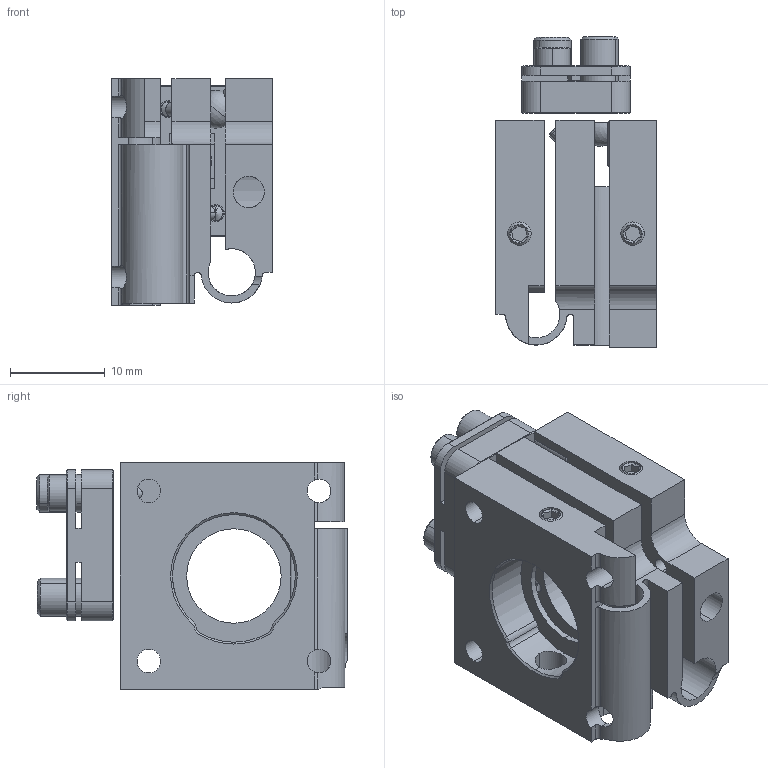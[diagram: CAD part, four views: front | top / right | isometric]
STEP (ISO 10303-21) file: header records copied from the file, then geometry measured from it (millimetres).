
FILE_DESCRIPTION (( 'STEP AP203' ), '1' );
FILE_NAME ('1.1.6.20_ZJR-BS0.5_上方调节挠性光学调整架，不锈钢，用于φ0.5英寸光学元件，A.STEP', '2023-09-11T08:25:52', ( '' ), ( '' ), 'SwSTEP 2.0', 'SolidWorks 2021', '' );
FILE_SCHEMA (( 'CONFIG_CONTROL_DESIGN' ));
Length unit declared in the file: millimetre
Products named in the file (1): 1.1.6.20_ZJR-BS0.5_上方调节挠性光学调整架，不锈钢，用于φ0.5英寸光学元件，A
Bounding box: 17 x 32.87 x 24 mm (x, y, z)
Surface area: 6041.8 mm2 (no closed solid volume)
Topology: 0 solids, 18 shells, 307 faces, 971 edges, 644 vertices
Faces by surface type: plane 131, cylinder 108, cone 64, torus 2, sphere 2
Entity records: 11346 total; most frequent: CARTESIAN_POINT 2753, DIRECTION 1776, ORIENTED_EDGE 1709, EDGE_CURVE 960, VERTEX_POINT 641, AXIS2_PLACEMENT_3D 631, LINE 514, VECTOR 514
